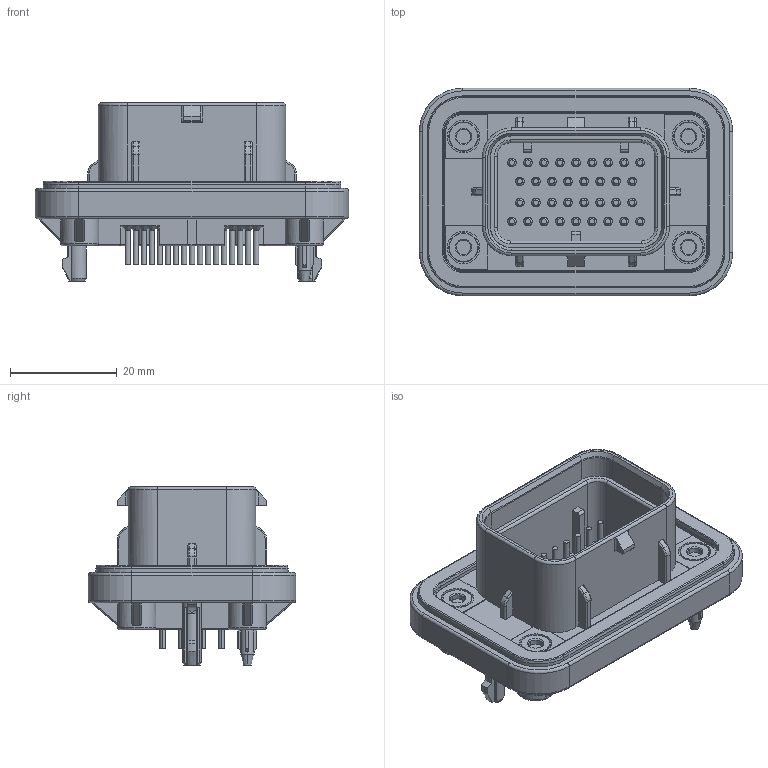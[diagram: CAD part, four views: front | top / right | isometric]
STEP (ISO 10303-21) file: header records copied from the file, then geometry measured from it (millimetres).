
FILE_DESCRIPTION((''),'2;1');
FILE_NAME('C-1-2388688-3','2024-06-25T01:24:16',('workeradm'),('TE Connectivity Ltd.'),'CREO PARAMETRIC BY PTC INC, 2021072','CREO PARAMETRIC BY PTC INC, 2021072','');
FILE_SCHEMA(('AUTOMOTIVE_DESIGN { 1 0 10303 214 1 1 1 1 }'));
Length unit declared in the file: millimetre
Products named in the file (1): C-1-2388688-3
Bounding box: 58.56 x 38.8 x 33.32 mm (x, y, z)
Volume: 18426.4 mm3; surface area: 13166.7 mm2
Topology: 1 solids, 1 shells, 1091 faces, 2726 edges, 1728 vertices
Faces by surface type: plane 424, cylinder 415, cone 180, torus 63, bspline 9
Entity records: 34309 total; most frequent: CARTESIAN_POINT 7668, DIRECTION 5818, ORIENTED_EDGE 5452, EDGE_CURVE 2726, AXIS2_PLACEMENT_3D 2214, VERTEX_POINT 1728, VECTOR 1390, LINE 1390
